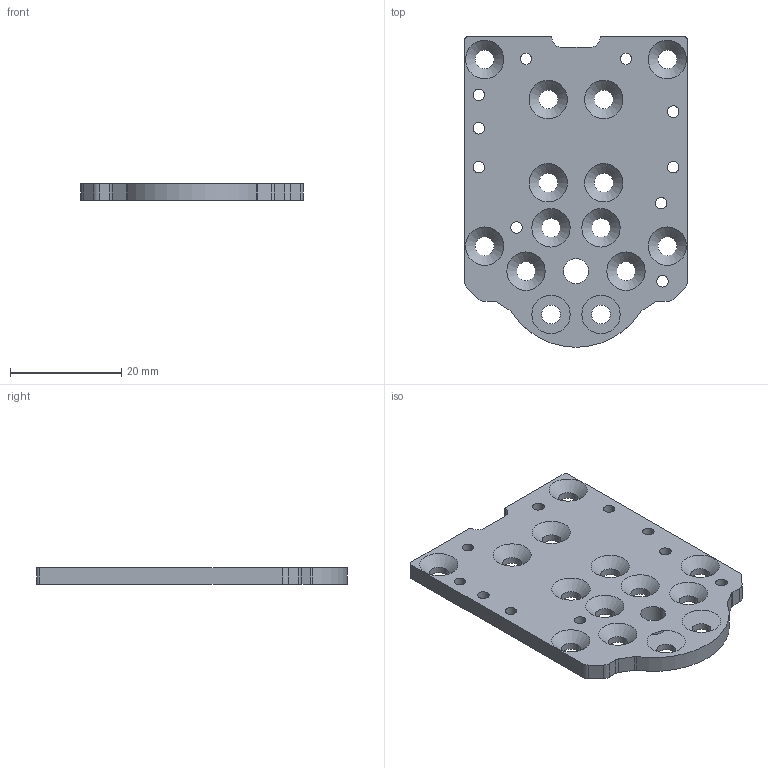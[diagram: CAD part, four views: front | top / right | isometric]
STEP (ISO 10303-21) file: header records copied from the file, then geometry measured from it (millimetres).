
FILE_DESCRIPTION(/* description */ (''),/* implementation_level */ '2;1');
FILE_NAME(/* name */ 'Vzbot Chube Top Plate MGN9C.step',/* time_stamp */ '2024-05-19T23:47:52-04:00',/* author */ (''),/* organization */ (''),/* preprocessor_version */ 'ST-DEVELOPER v20',/* originating_system */ 'Autodesk Translation Framework v13.14.0.145',/* authorisation */ '');
FILE_SCHEMA (('AUTOMOTIVE_DESIGN { 1 0 10303 214 3 1 1 }'));
Length unit declared in the file: millimetre
Products named in the file (1): Vzbot Chube Top plate FHCS Edition
Bounding box: 40 x 55.9 x 3 mm (x, y, z)
Volume: 5266.9 mm3; surface area: 4842 mm2
Topology: 1 solids, 1 shells, 67 faces, 181 edges, 116 vertices
Faces by surface type: cylinder 40, cone 14, plane 13
Full cylindrical faces by diameter (mm): 2.075 x10, 3.4 x14, 4.5 x1
Entity records: 2270 total; most frequent: DIRECTION 411, CARTESIAN_POINT 365, ORIENTED_EDGE 362, EDGE_CURVE 181, AXIS2_PLACEMENT_3D 162, EDGE_LOOP 117, VERTEX_POINT 116, CIRCLE 94
